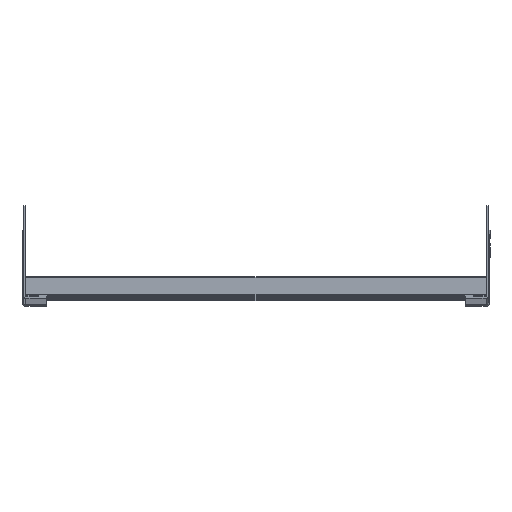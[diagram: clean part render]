
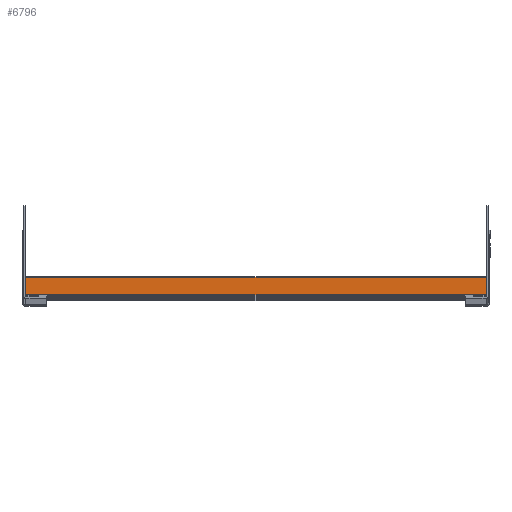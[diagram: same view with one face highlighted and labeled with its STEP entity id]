
A CAD part, top view. The second image highlights one B-rep face of the part: STEP entity #6796.
In plain terms, the highlighted planar face has unit normal (0, 0, 1).
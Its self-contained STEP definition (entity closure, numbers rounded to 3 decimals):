
#685 = CARTESIAN_POINT ( 'NONE',  ( 0.7, -18.709, 1377.21 ) ) ;
#694 = PLANE ( 'NONE',  #3222 ) ;
#697 = DIRECTION ( 'NONE',  ( 0., 0., 1. ) ) ;
#698 = DIRECTION ( 'NONE',  ( 0., -1., 0. ) ) ;
#1486 = ORIENTED_EDGE ( 'NONE', *, *, #5982, .F. ) ;
#1487 = ORIENTED_EDGE ( 'NONE', *, *, #5966, .F. ) ;
#1488 = ORIENTED_EDGE ( 'NONE', *, *, #5983, .T. ) ;
#1489 = ORIENTED_EDGE ( 'NONE', *, *, #8308, .F. ) ;
#1490 = ORIENTED_EDGE ( 'NONE', *, *, #2228, .F. ) ;
#1491 = ORIENTED_EDGE ( 'NONE', *, *, #8309, .F. ) ;
#1492 = ORIENTED_EDGE ( 'NONE', *, *, #5984, .T. ) ;
#1493 = ORIENTED_EDGE ( 'NONE', *, *, #5980, .T. ) ;
#2228 = EDGE_CURVE ( 'NONE', #10228, #10235, #5730, .T. ) ;
#2521 = CARTESIAN_POINT ( 'NONE',  ( 0.7, -18.709, 1377.21 ) ) ;
#2523 = DIRECTION ( 'NONE',  ( -1., 0., 0. ) ) ;
#2998 = LINE ( 'NONE', #4663, #3001 ) ;
#3001 = VECTOR ( 'NONE', #4665, 1000. ) ;
#3026 = LINE ( 'NONE', #4691, #3029 ) ;
#3029 = VECTOR ( 'NONE', #4693, 1000. ) ;
#3030 = LINE ( 'NONE', #4695, #3033 ) ;
#3032 = LINE ( 'NONE', #4697, #3035 ) ;
#3033 = VECTOR ( 'NONE', #4696, 1000. ) ;
#3034 = LINE ( 'NONE', #4699, #3037 ) ;
#3035 = VECTOR ( 'NONE', #4698, 1000. ) ;
#3037 = VECTOR ( 'NONE', #4995, 1000. ) ;
#3222 = AXIS2_PLACEMENT_3D ( 'NONE', #685, #697, #698 ) ;
#3374 = FACE_OUTER_BOUND ( 'NONE', #9001, .T. ) ;
#4066 = LINE ( 'NONE', #9151, #4077 ) ;
#4076 = LINE ( 'NONE', #9186, #4079 ) ;
#4077 = VECTOR ( 'NONE', #9183, 1000. ) ;
#4079 = VECTOR ( 'NONE', #9190, 1000. ) ;
#4663 = CARTESIAN_POINT ( 'NONE',  ( 0.7, -18.709, 1377.21 ) ) ;
#4665 = DIRECTION ( 'NONE',  ( -1., 0., 0. ) ) ;
#4691 = CARTESIAN_POINT ( 'NONE',  ( 0.7, -2.709, 1377.21 ) ) ;
#4693 = DIRECTION ( 'NONE',  ( -1., 0., 0. ) ) ;
#4695 = CARTESIAN_POINT ( 'NONE',  ( -396.3, -18.709, 1377.21 ) ) ;
#4696 = DIRECTION ( 'NONE',  ( 0., 1., 0. ) ) ;
#4697 = CARTESIAN_POINT ( 'NONE',  ( 0.7, -18.709, 1377.21 ) ) ;
#4698 = DIRECTION ( 'NONE',  ( 1., 0., 0. ) ) ;
#4699 = CARTESIAN_POINT ( 'NONE',  ( 0.7, -18.709, 1377.21 ) ) ;
#4995 = DIRECTION ( 'NONE',  ( 0., 1., 0. ) ) ;
#5730 = LINE ( 'NONE', #2521, #5733 ) ;
#5733 = VECTOR ( 'NONE', #2523, 1000. ) ;
#5966 = EDGE_CURVE ( 'NONE', #8523, #8533, #2998, .T. ) ;
#5980 = EDGE_CURVE ( 'NONE', #8545, #8539, #3026, .T. ) ;
#5982 = EDGE_CURVE ( 'NONE', #8533, #8539, #3030, .T. ) ;
#5983 = EDGE_CURVE ( 'NONE', #8523, #10478, #3032, .T. ) ;
#5984 = EDGE_CURVE ( 'NONE', #10480, #8545, #3034, .T. ) ;
#6796 = ADVANCED_FACE ( 'NONE', ( #3374 ), #694, .T. ) ;
#8308 = EDGE_CURVE ( 'NONE', #10235, #10478, #4066, .T. ) ;
#8309 = EDGE_CURVE ( 'NONE', #10480, #10228, #4076, .T. ) ;
#8523 = VERTEX_POINT ( 'NONE', #9600 ) ;
#8533 = VERTEX_POINT ( 'NONE', #9644 ) ;
#8539 = VERTEX_POINT ( 'NONE', #9651 ) ;
#8545 = VERTEX_POINT ( 'NONE', #9657 ) ;
#9001 = EDGE_LOOP ( 'NONE', ( #1486, #1487, #1488, #1489, #1490, #1491, #1492, #1493 ) ) ;
#9151 = CARTESIAN_POINT ( 'NONE',  ( 0.7, -18.709, 1377.21 ) ) ;
#9183 = DIRECTION ( 'NONE',  ( -1., 0., 0. ) ) ;
#9186 = CARTESIAN_POINT ( 'NONE',  ( 0.7, -18.709, 1377.21 ) ) ;
#9190 = DIRECTION ( 'NONE',  ( -1., 0., 0. ) ) ;
#9600 = CARTESIAN_POINT ( 'NONE',  ( -385.1, -18.709, 1377.21 ) ) ;
#9644 = CARTESIAN_POINT ( 'NONE',  ( -396.3, -18.709, 1377.21 ) ) ;
#9651 = CARTESIAN_POINT ( 'NONE',  ( -396.3, -2.709, 1377.21 ) ) ;
#9657 = CARTESIAN_POINT ( 'NONE',  ( 0.7, -2.709, 1377.21 ) ) ;
#10228 = VERTEX_POINT ( 'NONE', #10346 ) ;
#10235 = VERTEX_POINT ( 'NONE', #10351 ) ;
#10346 = CARTESIAN_POINT ( 'NONE',  ( -10.5, -18.709, 1377.21 ) ) ;
#10351 = CARTESIAN_POINT ( 'NONE',  ( -17.3, -18.709, 1377.21 ) ) ;
#10478 = VERTEX_POINT ( 'NONE', #10559 ) ;
#10480 = VERTEX_POINT ( 'NONE', #10561 ) ;
#10559 = CARTESIAN_POINT ( 'NONE',  ( -378.3, -18.709, 1377.21 ) ) ;
#10561 = CARTESIAN_POINT ( 'NONE',  ( 0.7, -18.709, 1377.21 ) ) ;
